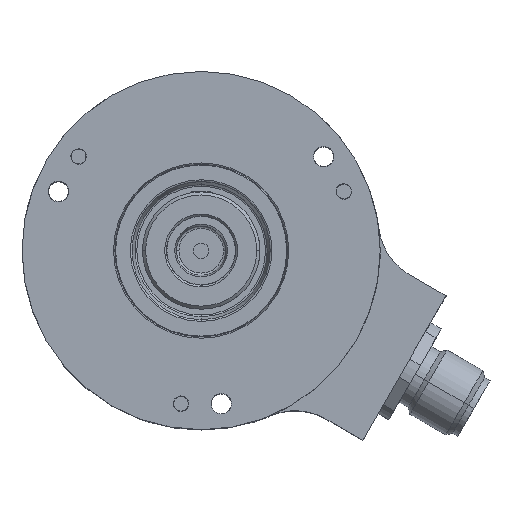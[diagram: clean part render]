
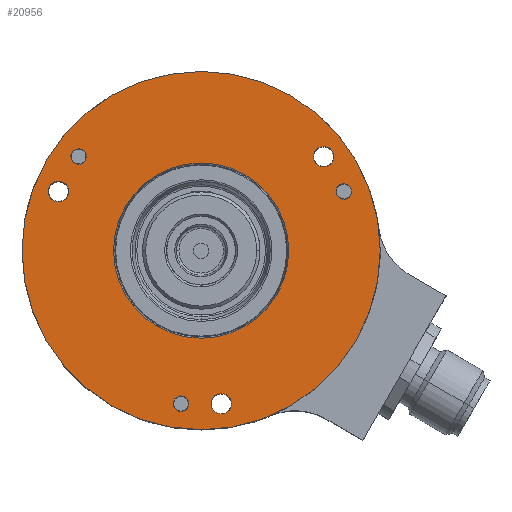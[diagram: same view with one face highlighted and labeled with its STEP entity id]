
A CAD part, top view. The second image highlights one B-rep face of the part: STEP entity #20956.
In plain terms, the highlighted planar face has unit normal (0, 0, 1).
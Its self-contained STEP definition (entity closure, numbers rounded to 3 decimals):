
#1219=CARTESIAN_POINT('',(0.,0.,18.));
#1220=DIRECTION('',(0.,0.,1.));
#1221=DIRECTION('',(1.,0.,0.));
#1222=AXIS2_PLACEMENT_3D('',#1219,#1220,#1221);
#1224=CARTESIAN_POINT('',(0.,0.,18.));
#1225=DIRECTION('',(0.,0.,1.));
#1226=DIRECTION('',(-1.,0.,0.));
#1227=AXIS2_PLACEMENT_3D('',#1224,#1225,#1226);
#1229=CARTESIAN_POINT('',(-19.834,15.219,18.));
#1230=DIRECTION('',(0.,0.,-1.));
#1231=DIRECTION('',(-0.793,0.609,0.));
#1232=AXIS2_PLACEMENT_3D('',#1229,#1230,#1231);
#1234=CARTESIAN_POINT('',(-19.834,15.219,18.));
#1235=DIRECTION('',(0.,0.,-1.));
#1236=DIRECTION('',(0.793,-0.609,0.));
#1237=AXIS2_PLACEMENT_3D('',#1234,#1235,#1236);
#1239=CARTESIAN_POINT('',(-3.263,-24.786,18.));
#1240=DIRECTION('',(0.,0.,-1.));
#1241=DIRECTION('',(-0.131,-0.991,0.));
#1242=AXIS2_PLACEMENT_3D('',#1239,#1240,#1241);
#1244=CARTESIAN_POINT('',(-3.263,-24.786,18.));
#1245=DIRECTION('',(0.,0.,-1.));
#1246=DIRECTION('',(0.131,0.991,0.));
#1247=AXIS2_PLACEMENT_3D('',#1244,#1245,#1246);
#1249=CARTESIAN_POINT('',(23.097,9.567,18.));
#1250=DIRECTION('',(0.,0.,-1.));
#1251=DIRECTION('',(0.924,0.383,0.));
#1252=AXIS2_PLACEMENT_3D('',#1249,#1250,#1251);
#1254=CARTESIAN_POINT('',(23.097,9.567,18.));
#1255=DIRECTION('',(0.,0.,-1.));
#1256=DIRECTION('',(-0.924,-0.383,0.));
#1257=AXIS2_PLACEMENT_3D('',#1254,#1255,#1256);
#1259=CARTESIAN_POINT('',(3.263,-24.786,18.));
#1260=DIRECTION('',(0.,0.,1.));
#1261=DIRECTION('',(0.,-1.,0.));
#1262=AXIS2_PLACEMENT_3D('',#1259,#1260,#1261);
#1264=CARTESIAN_POINT('',(3.263,-24.786,18.));
#1265=DIRECTION('',(0.,0.,1.));
#1266=DIRECTION('',(0.,1.,0.));
#1267=AXIS2_PLACEMENT_3D('',#1264,#1265,#1266);
#1269=CARTESIAN_POINT('',(19.834,15.219,18.));
#1270=DIRECTION('',(0.,0.,1.));
#1271=DIRECTION('',(0.,-1.,0.));
#1272=AXIS2_PLACEMENT_3D('',#1269,#1270,#1271);
#1274=CARTESIAN_POINT('',(19.834,15.219,18.));
#1275=DIRECTION('',(0.,0.,1.));
#1276=DIRECTION('',(0.,1.,0.));
#1277=AXIS2_PLACEMENT_3D('',#1274,#1275,#1276);
#1279=CARTESIAN_POINT('',(-23.097,9.567,18.));
#1280=DIRECTION('',(0.,0.,1.));
#1281=DIRECTION('',(0.,-1.,0.));
#1282=AXIS2_PLACEMENT_3D('',#1279,#1280,#1281);
#1284=CARTESIAN_POINT('',(-23.097,9.567,18.));
#1285=DIRECTION('',(0.,0.,1.));
#1286=DIRECTION('',(0.,1.,0.));
#1287=AXIS2_PLACEMENT_3D('',#1284,#1285,#1286);
#1289=CARTESIAN_POINT('',(0.,0.,18.));
#1290=DIRECTION('',(0.,0.,-1.));
#1291=DIRECTION('',(-1.,0.,0.));
#1292=AXIS2_PLACEMENT_3D('',#1289,#1290,#1291);
#1307=CARTESIAN_POINT('',(0.,0.,18.));
#1308=DIRECTION('',(0.,0.,-1.));
#1309=DIRECTION('',(1.,0.,0.));
#1310=AXIS2_PLACEMENT_3D('',#1307,#1308,#1309);
#16091=CARTESIAN_POINT('',(29.,0.,18.));
#16092=CARTESIAN_POINT('',(-29.,0.,18.));
#16093=VERTEX_POINT('',#16091);
#16094=VERTEX_POINT('',#16092);
#16175=CARTESIAN_POINT('',(-20.826,15.98,18.));
#16176=CARTESIAN_POINT('',(-18.842,14.458,18.));
#16177=VERTEX_POINT('',#16175);
#16178=VERTEX_POINT('',#16176);
#16179=CARTESIAN_POINT('',(-3.426,-26.025,18.));
#16180=CARTESIAN_POINT('',(-3.1,-23.547,18.));
#16181=VERTEX_POINT('',#16179);
#16182=VERTEX_POINT('',#16180);
#16183=CARTESIAN_POINT('',(24.252,10.045,18.));
#16184=CARTESIAN_POINT('',(21.942,9.089,18.));
#16185=VERTEX_POINT('',#16183);
#16186=VERTEX_POINT('',#16184);
#16285=CARTESIAN_POINT('',(14.188,0.,18.));
#16286=CARTESIAN_POINT('',(-14.188,0.,18.));
#16287=VERTEX_POINT('',#16285);
#16288=VERTEX_POINT('',#16286);
#16484=CARTESIAN_POINT('',(3.263,-26.436,18.));
#16485=CARTESIAN_POINT('',(3.263,-23.136,18.));
#16486=VERTEX_POINT('',#16484);
#16487=VERTEX_POINT('',#16485);
#16492=CARTESIAN_POINT('',(19.834,13.569,18.));
#16493=CARTESIAN_POINT('',(19.834,16.869,18.));
#16494=VERTEX_POINT('',#16492);
#16495=VERTEX_POINT('',#16493);
#16500=CARTESIAN_POINT('',(-23.097,7.917,18.));
#16501=CARTESIAN_POINT('',(-23.097,11.217,18.));
#16502=VERTEX_POINT('',#16500);
#16503=VERTEX_POINT('',#16501);
#20906=CARTESIAN_POINT('',(0.,0.,18.));
#20907=DIRECTION('',(0.,0.,1.));
#20908=DIRECTION('',(1.,0.,0.));
#20909=AXIS2_PLACEMENT_3D('',#20906,#20907,#20908);
#20910=PLANE('',#20909);
#20911=ORIENTED_EDGE('',*,*,#19791,.F.);
#20912=ORIENTED_EDGE('',*,*,#19746,.F.);
#20913=EDGE_LOOP('',(#20911,#20912));
#20914=FACE_OUTER_BOUND('',#20913,.F.);
#20916=ORIENTED_EDGE('',*,*,#20915,.F.);
#20918=ORIENTED_EDGE('',*,*,#20917,.F.);
#20919=EDGE_LOOP('',(#20916,#20918));
#20920=FACE_BOUND('',#20919,.F.);
#20922=ORIENTED_EDGE('',*,*,#20921,.F.);
#20924=ORIENTED_EDGE('',*,*,#20923,.F.);
#20925=EDGE_LOOP('',(#20922,#20924));
#20926=FACE_BOUND('',#20925,.F.);
#20928=ORIENTED_EDGE('',*,*,#20927,.F.);
#20930=ORIENTED_EDGE('',*,*,#20929,.F.);
#20931=EDGE_LOOP('',(#20928,#20930));
#20932=FACE_BOUND('',#20931,.F.);
#20934=ORIENTED_EDGE('',*,*,#20933,.F.);
#20936=ORIENTED_EDGE('',*,*,#20935,.F.);
#20937=EDGE_LOOP('',(#20934,#20936));
#20938=FACE_BOUND('',#20937,.F.);
#20939=ORIENTED_EDGE('',*,*,#20896,.T.);
#20941=ORIENTED_EDGE('',*,*,#20940,.T.);
#20942=EDGE_LOOP('',(#20939,#20941));
#20943=FACE_BOUND('',#20942,.F.);
#20945=ORIENTED_EDGE('',*,*,#20944,.T.);
#20947=ORIENTED_EDGE('',*,*,#20946,.T.);
#20948=EDGE_LOOP('',(#20945,#20947));
#20949=FACE_BOUND('',#20948,.F.);
#20951=ORIENTED_EDGE('',*,*,#20950,.T.);
#20953=ORIENTED_EDGE('',*,*,#20952,.T.);
#20954=EDGE_LOOP('',(#20951,#20953));
#20955=FACE_BOUND('',#20954,.F.);
#1223=CIRCLE('',#1222,29.);
#1228=CIRCLE('',#1227,29.);
#1233=CIRCLE('',#1232,1.25);
#1238=CIRCLE('',#1237,1.25);
#1243=CIRCLE('',#1242,1.25);
#1248=CIRCLE('',#1247,1.25);
#1253=CIRCLE('',#1252,1.25);
#1258=CIRCLE('',#1257,1.25);
#1263=CIRCLE('',#1262,1.65);
#1268=CIRCLE('',#1267,1.65);
#1273=CIRCLE('',#1272,1.65);
#1278=CIRCLE('',#1277,1.65);
#1283=CIRCLE('',#1282,1.65);
#1288=CIRCLE('',#1287,1.65);
#1293=CIRCLE('',#1292,14.188);
#1311=CIRCLE('',#1310,14.188);
#19746=EDGE_CURVE('',#16094,#16093,#1228,.T.);
#19791=EDGE_CURVE('',#16093,#16094,#1223,.T.);
#20896=EDGE_CURVE('',#16486,#16487,#1263,.T.);
#20915=EDGE_CURVE('',#16288,#16287,#1293,.T.);
#20917=EDGE_CURVE('',#16287,#16288,#1311,.T.);
#20921=EDGE_CURVE('',#16177,#16178,#1233,.T.);
#20923=EDGE_CURVE('',#16178,#16177,#1238,.T.);
#20927=EDGE_CURVE('',#16181,#16182,#1243,.T.);
#20929=EDGE_CURVE('',#16182,#16181,#1248,.T.);
#20933=EDGE_CURVE('',#16185,#16186,#1253,.T.);
#20935=EDGE_CURVE('',#16186,#16185,#1258,.T.);
#20940=EDGE_CURVE('',#16487,#16486,#1268,.T.);
#20944=EDGE_CURVE('',#16494,#16495,#1273,.T.);
#20946=EDGE_CURVE('',#16495,#16494,#1278,.T.);
#20950=EDGE_CURVE('',#16502,#16503,#1283,.T.);
#20952=EDGE_CURVE('',#16503,#16502,#1288,.T.);
#20956=ADVANCED_FACE('',(#20914,#20920,#20926,#20932,#20938,#20943,#20949,
#20955),#20910,.T.);
